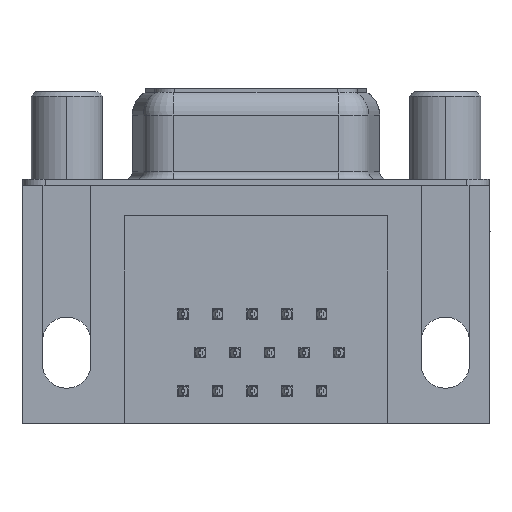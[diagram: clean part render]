
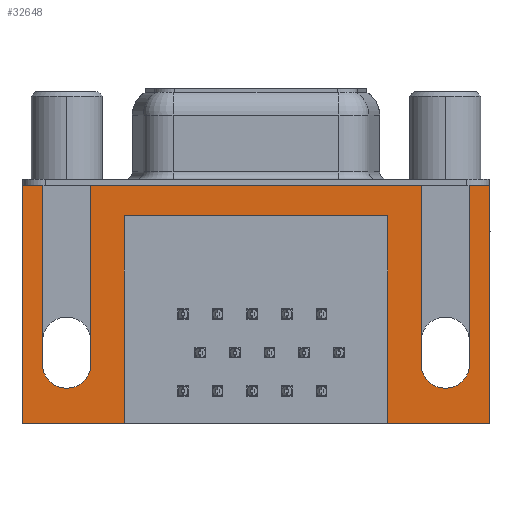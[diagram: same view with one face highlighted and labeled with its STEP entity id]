
A CAD part, front view. The second image highlights one B-rep face of the part: STEP entity #32648.
In plain terms, the highlighted planar face has unit normal (0, -1, 0).
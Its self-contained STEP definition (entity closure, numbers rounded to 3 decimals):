
#360 = CARTESIAN_POINT ( 'NONE',  ( 26.59, -6.275, 0. ) ) ;
#649 = EDGE_CURVE ( 'NONE', #21566, #31590, #7960, .T. ) ;
#676 = VERTEX_POINT ( 'NONE', #34808 ) ;
#738 = CARTESIAN_POINT ( 'NONE',  ( -2.91, -6.275, 0. ) ) ;
#1073 = VECTOR ( 'NONE', #34893, 1000. ) ;
#1273 = VECTOR ( 'NONE', #13477, 1000. ) ;
#1356 = LINE ( 'NONE', #5167, #15744 ) ;
#1659 = CARTESIAN_POINT ( 'NONE',  ( -2.91, -6.275, 0. ) ) ;
#1849 = CARTESIAN_POINT ( 'NONE',  ( 21.2, -6.275, -2. ) ) ;
#2059 = AXIS2_PLACEMENT_3D ( 'NONE', #2997, #23172, #5831 ) ;
#2440 = CARTESIAN_POINT ( 'NONE',  ( 27.9, -6.275, -2.5 ) ) ;
#2997 = CARTESIAN_POINT ( 'NONE',  ( 24.99, -6.275, -11.78 ) ) ;
#3072 = VECTOR ( 'NONE', #11962, 1000. ) ;
#3734 = PLANE ( 'NONE',  #7340 ) ;
#3940 = CARTESIAN_POINT ( 'NONE',  ( -1.6, -6.275, 0. ) ) ;
#4497 = DIRECTION ( 'NONE',  ( 0., 0., 1. ) ) ;
#4629 = VERTEX_POINT ( 'NONE', #360 ) ;
#4669 = EDGE_CURVE ( 'NONE', #23014, #21566, #16374, .T. ) ;
#4977 = LINE ( 'NONE', #2440, #18560 ) ;
#5167 = CARTESIAN_POINT ( 'NONE',  ( 27.9, -6.275, -15.7 ) ) ;
#5272 = VECTOR ( 'NONE', #23258, 1000. ) ;
#5294 = DIRECTION ( 'NONE',  ( 0., 0., 1. ) ) ;
#5831 = DIRECTION ( 'NONE',  ( -1., 0., 0. ) ) ;
#5908 = CARTESIAN_POINT ( 'NONE',  ( 3.79, -6.275, -15.7 ) ) ;
#6423 = VERTEX_POINT ( 'NONE', #11744 ) ;
#6577 = EDGE_CURVE ( 'NONE', #676, #6423, #30228, .T. ) ;
#6821 = DIRECTION ( 'NONE',  ( 0., 0., -1. ) ) ;
#7085 = CARTESIAN_POINT ( 'NONE',  ( 1.6, -6.275, 0. ) ) ;
#7264 = CARTESIAN_POINT ( 'NONE',  ( 1.6, -6.275, 0. ) ) ;
#7283 = EDGE_CURVE ( 'NONE', #20256, #36449, #28220, .T. ) ;
#7340 = AXIS2_PLACEMENT_3D ( 'NONE', #23971, #26886, #9496 ) ;
#7392 = DIRECTION ( 'NONE',  ( 1., 0., 0. ) ) ;
#7960 = LINE ( 'NONE', #28931, #3072 ) ;
#8003 = DIRECTION ( 'NONE',  ( -1., 0., 0. ) ) ;
#8607 = DIRECTION ( 'NONE',  ( -1., 0., 0. ) ) ;
#9205 = EDGE_CURVE ( 'NONE', #36449, #31831, #24110, .T. ) ;
#9214 = CARTESIAN_POINT ( 'NONE',  ( 23.39, -6.275, 0. ) ) ;
#9402 = LINE ( 'NONE', #30870, #23947 ) ;
#9496 = DIRECTION ( 'NONE',  ( 0., 0., -1. ) ) ;
#9594 = ORIENTED_EDGE ( 'NONE', *, *, #18262, .F. ) ;
#9603 = ORIENTED_EDGE ( 'NONE', *, *, #9205, .F. ) ;
#9734 = DIRECTION ( 'NONE',  ( 1., 0., 0. ) ) ;
#10446 = EDGE_CURVE ( 'NONE', #34020, #22632, #33439, .T. ) ;
#10579 = CARTESIAN_POINT ( 'NONE',  ( 26.59, -6.275, 0. ) ) ;
#11718 = CARTESIAN_POINT ( 'NONE',  ( -2.91, -6.275, -2.5 ) ) ;
#11744 = CARTESIAN_POINT ( 'NONE',  ( -1.6, -6.275, -11.78 ) ) ;
#11962 = DIRECTION ( 'NONE',  ( 1., 0., 0. ) ) ;
#12240 = CARTESIAN_POINT ( 'NONE',  ( 23.39, -6.275, 0. ) ) ;
#12374 = EDGE_CURVE ( 'NONE', #31590, #34020, #34737, .T. ) ;
#12729 = ORIENTED_EDGE ( 'NONE', *, *, #10446, .F. ) ;
#12870 = AXIS2_PLACEMENT_3D ( 'NONE', #13225, #33415, #16140 ) ;
#13089 = EDGE_CURVE ( 'NONE', #29805, #36498, #1356, .T. ) ;
#13225 = CARTESIAN_POINT ( 'NONE',  ( 0., -6.275, -11.78 ) ) ;
#13477 = DIRECTION ( 'NONE',  ( 0., 0., 1. ) ) ;
#14297 = LINE ( 'NONE', #19656, #37304 ) ;
#14325 = CARTESIAN_POINT ( 'NONE',  ( 23.39, -6.275, -11.78 ) ) ;
#14657 = VECTOR ( 'NONE', #8607, 1000. ) ;
#15040 = ORIENTED_EDGE ( 'NONE', *, *, #30313, .F. ) ;
#15053 = EDGE_CURVE ( 'NONE', #36498, #20256, #30966, .T. ) ;
#15355 = ORIENTED_EDGE ( 'NONE', *, *, #4669, .F. ) ;
#15744 = VECTOR ( 'NONE', #8003, 1000. ) ;
#16140 = DIRECTION ( 'NONE',  ( 1., 0., 0. ) ) ;
#16374 = LINE ( 'NONE', #7264, #1073 ) ;
#16806 = EDGE_CURVE ( 'NONE', #4629, #29324, #26572, .T. ) ;
#17276 = VECTOR ( 'NONE', #22729, 1000. ) ;
#17991 = ORIENTED_EDGE ( 'NONE', *, *, #36326, .F. ) ;
#18262 = EDGE_CURVE ( 'NONE', #22632, #4629, #31888, .T. ) ;
#18560 = VECTOR ( 'NONE', #5294, 1000. ) ;
#18832 = ORIENTED_EDGE ( 'NONE', *, *, #15053, .F. ) ;
#18880 = VERTEX_POINT ( 'NONE', #738 ) ;
#19475 = CARTESIAN_POINT ( 'NONE',  ( 27.9, -6.275, 0. ) ) ;
#19643 = VERTEX_POINT ( 'NONE', #24424 ) ;
#19656 = CARTESIAN_POINT ( 'NONE',  ( -2.91, -6.275, 0. ) ) ;
#20210 = CIRCLE ( 'NONE', #12870, 1.6 ) ;
#20256 = VERTEX_POINT ( 'NONE', #1849 ) ;
#20915 = DIRECTION ( 'NONE',  ( 0., 0., -1. ) ) ;
#21566 = VERTEX_POINT ( 'NONE', #7085 ) ;
#21797 = ORIENTED_EDGE ( 'NONE', *, *, #7283, .F. ) ;
#22597 = CARTESIAN_POINT ( 'NONE',  ( 3.79, -6.275, -2. ) ) ;
#22632 = VERTEX_POINT ( 'NONE', #27928 ) ;
#22729 = DIRECTION ( 'NONE',  ( 0., 0., -1. ) ) ;
#23014 = VERTEX_POINT ( 'NONE', #34025 ) ;
#23057 = CARTESIAN_POINT ( 'NONE',  ( 3.79, -6.275, -2. ) ) ;
#23172 = DIRECTION ( 'NONE',  ( 0., -1., 0. ) ) ;
#23207 = CARTESIAN_POINT ( 'NONE',  ( 21.2, -6.275, -15.7 ) ) ;
#23258 = DIRECTION ( 'NONE',  ( 0., 0., 1. ) ) ;
#23947 = VECTOR ( 'NONE', #33784, 1000. ) ;
#23971 = CARTESIAN_POINT ( 'NONE',  ( -2.91, -6.275, -2.5 ) ) ;
#24110 = LINE ( 'NONE', #37018, #17276 ) ;
#24299 = VECTOR ( 'NONE', #4497, 1000. ) ;
#24424 = CARTESIAN_POINT ( 'NONE',  ( -2.91, -6.275, -15.7 ) ) ;
#24560 = ORIENTED_EDGE ( 'NONE', *, *, #13089, .F. ) ;
#24622 = CARTESIAN_POINT ( 'NONE',  ( 21.2, -6.275, -2. ) ) ;
#25399 = EDGE_LOOP ( 'NONE', ( #9594, #12729, #28047, #26480, #15355, #33943, #28195, #15040, #32832, #17991, #9603, #21797, #18832, #24560, #26891, #28453 ) ) ;
#25969 = FACE_OUTER_BOUND ( 'NONE', #25399, .T. ) ;
#26480 = ORIENTED_EDGE ( 'NONE', *, *, #649, .F. ) ;
#26572 = LINE ( 'NONE', #1659, #33276 ) ;
#26886 = DIRECTION ( 'NONE',  ( 0., -1., 0. ) ) ;
#26891 = ORIENTED_EDGE ( 'NONE', *, *, #27923, .T. ) ;
#27609 = VECTOR ( 'NONE', #6821, 1000. ) ;
#27923 = EDGE_CURVE ( 'NONE', #29805, #29324, #4977, .T. ) ;
#27928 = CARTESIAN_POINT ( 'NONE',  ( 26.59, -6.275, -11.78 ) ) ;
#28019 = VECTOR ( 'NONE', #20915, 1000. ) ;
#28047 = ORIENTED_EDGE ( 'NONE', *, *, #12374, .F. ) ;
#28195 = ORIENTED_EDGE ( 'NONE', *, *, #6577, .F. ) ;
#28220 = LINE ( 'NONE', #23057, #14657 ) ;
#28453 = ORIENTED_EDGE ( 'NONE', *, *, #16806, .F. ) ;
#28931 = CARTESIAN_POINT ( 'NONE',  ( -2.91, -6.275, 0. ) ) ;
#29324 = VERTEX_POINT ( 'NONE', #19475 ) ;
#29805 = VERTEX_POINT ( 'NONE', #31847 ) ;
#30228 = LINE ( 'NONE', #3940, #27609 ) ;
#30313 = EDGE_CURVE ( 'NONE', #18880, #676, #14297, .T. ) ;
#30711 = EDGE_CURVE ( 'NONE', #19643, #18880, #35958, .T. ) ;
#30870 = CARTESIAN_POINT ( 'NONE',  ( 27.9, -6.275, -15.7 ) ) ;
#30966 = LINE ( 'NONE', #24622, #24299 ) ;
#31025 = EDGE_CURVE ( 'NONE', #6423, #23014, #20210, .T. ) ;
#31590 = VERTEX_POINT ( 'NONE', #9214 ) ;
#31831 = VERTEX_POINT ( 'NONE', #5908 ) ;
#31847 = CARTESIAN_POINT ( 'NONE',  ( 27.9, -6.275, -15.7 ) ) ;
#31888 = LINE ( 'NONE', #10579, #1273 ) ;
#32648 = ADVANCED_FACE ( 'NONE', ( #25969 ), #3734, .T. ) ;
#32832 = ORIENTED_EDGE ( 'NONE', *, *, #30711, .F. ) ;
#33276 = VECTOR ( 'NONE', #7392, 1000. ) ;
#33415 = DIRECTION ( 'NONE',  ( 0., -1., 0. ) ) ;
#33439 = CIRCLE ( 'NONE', #2059, 1.6 ) ;
#33784 = DIRECTION ( 'NONE',  ( -1., 0., 0. ) ) ;
#33943 = ORIENTED_EDGE ( 'NONE', *, *, #31025, .F. ) ;
#34020 = VERTEX_POINT ( 'NONE', #14325 ) ;
#34025 = CARTESIAN_POINT ( 'NONE',  ( 1.6, -6.275, -11.78 ) ) ;
#34737 = LINE ( 'NONE', #12240, #28019 ) ;
#34808 = CARTESIAN_POINT ( 'NONE',  ( -1.6, -6.275, 0. ) ) ;
#34893 = DIRECTION ( 'NONE',  ( 0., 0., 1. ) ) ;
#35958 = LINE ( 'NONE', #11718, #5272 ) ;
#36326 = EDGE_CURVE ( 'NONE', #31831, #19643, #9402, .T. ) ;
#36449 = VERTEX_POINT ( 'NONE', #22597 ) ;
#36498 = VERTEX_POINT ( 'NONE', #23207 ) ;
#37018 = CARTESIAN_POINT ( 'NONE',  ( 3.79, -6.275, -2. ) ) ;
#37304 = VECTOR ( 'NONE', #9734, 1000. ) ;
